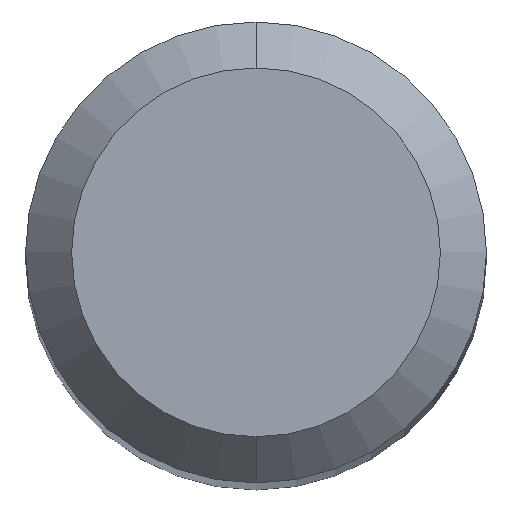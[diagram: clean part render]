
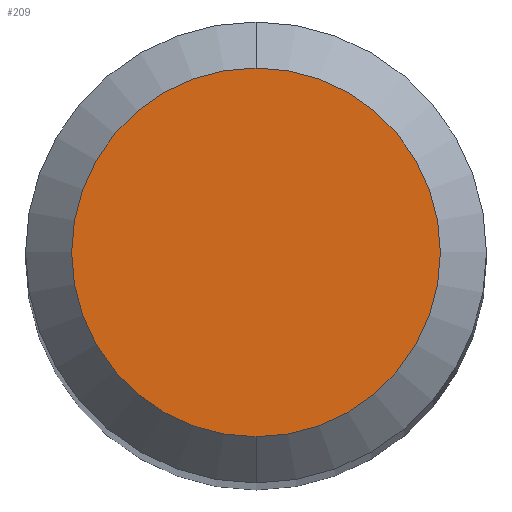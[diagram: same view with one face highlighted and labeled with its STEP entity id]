
A CAD part, top view. The second image highlights one B-rep face of the part: STEP entity #209.
In plain terms, the highlighted planar face has unit normal (0, 0, 1).
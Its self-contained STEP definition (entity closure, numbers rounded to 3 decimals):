
#163=EDGE_CURVE('',#179,#185,#323,.T.);
#179=VERTEX_POINT('',#341);
#185=VERTEX_POINT('',#348);
#201=EDGE_CURVE('',#185,#179,#364,.T.);
#209=ADVANCED_FACE('',(#373),#374,.T.);
#323=CIRCLE('',#507,1.2);
#341=CARTESIAN_POINT('',(0.0,1.2,0.0));
#348=CARTESIAN_POINT('',(0.,-1.2,0.0));
#364=CIRCLE('',#558,1.2);
#373=FACE_OUTER_BOUND('',#569,.T.);
#374=PLANE('',#570);
#507=AXIS2_PLACEMENT_3D('',#699,#700,#701);
#558=AXIS2_PLACEMENT_3D('',#745,#746,#747);
#569=EDGE_LOOP('',(#758,#759));
#570=AXIS2_PLACEMENT_3D('',#760,#761,#762);
#699=CARTESIAN_POINT('',(0.0,0.0,0.0));
#700=DIRECTION('',(0.0,0.0,-1.0));
#701=DIRECTION('',(0.0,1.0,0.0));
#745=CARTESIAN_POINT('',(0.0,0.0,0.0));
#746=DIRECTION('',(0.0,0.0,-1.0));
#747=DIRECTION('',(0.0,1.0,0.0));
#758=ORIENTED_EDGE('',*,*,#163,.F.);
#759=ORIENTED_EDGE('',*,*,#201,.F.);
#760=CARTESIAN_POINT('',(0.0,0.6,0.0));
#761=DIRECTION('',(-0.0,0.0,1.0));
#762=DIRECTION('',(0.0,-1.0,0.0));
